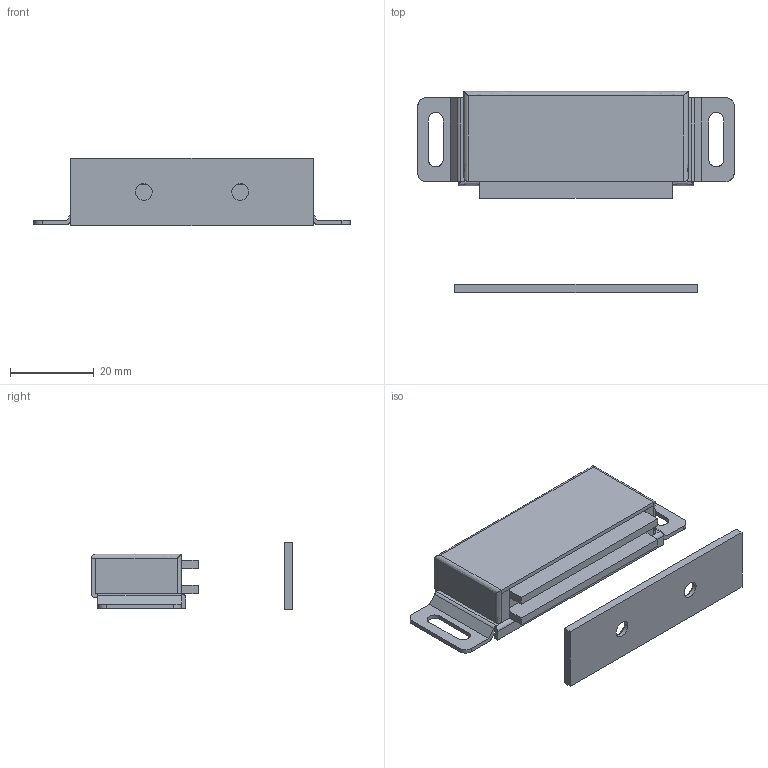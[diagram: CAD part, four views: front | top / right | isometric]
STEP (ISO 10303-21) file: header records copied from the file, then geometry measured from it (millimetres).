
FILE_DESCRIPTION((''),'2;1');
FILE_NAME('','2009-10-15T11:31:01',(''),(''),'','CADfix','');
FILE_SCHEMA(('AUTOMOTIVE_DESIGN { 1 0 10303 214 1 1 1 1 }'));
Length unit declared in the file: millimetre
Bounding box: 75.5 x 48 x 16 mm (x, y, z)
Volume: 6005.3 mm3; surface area: 14899.6 mm2
Topology: 4 solids, 5 shells, 118 faces, 319 edges, 205 vertices
Faces by surface type: bspline 118
Entity records: 3615 total; most frequent: CARTESIAN_POINT 1675, ORIENTED_EDGE 634, EDGE_CURVE 317, QUASI_UNIFORM_CURVE 241, VERTEX_POINT 205, EDGE_LOOP 126, FACE_OUTER_BOUND 118, ADVANCED_FACE 118
